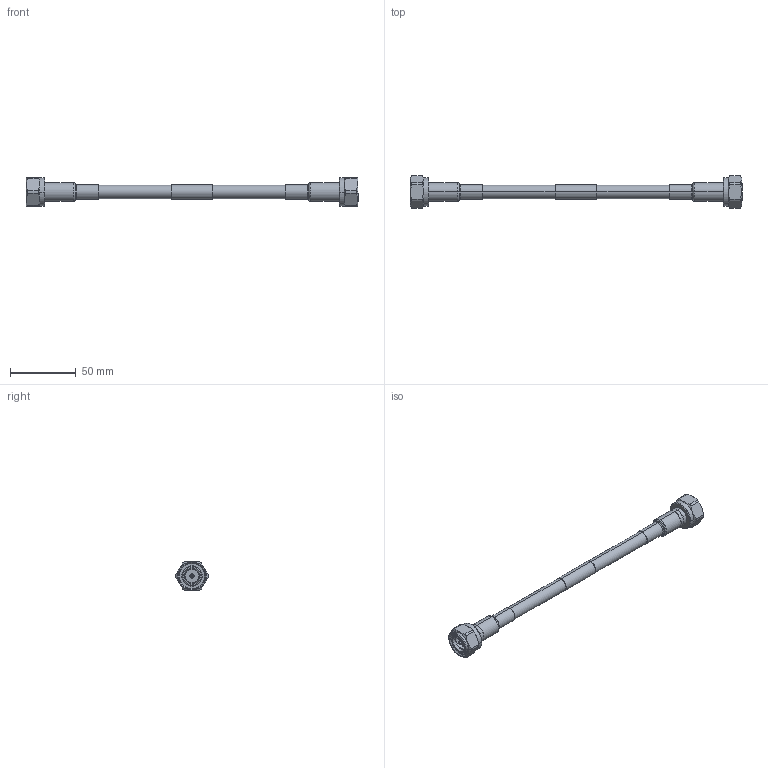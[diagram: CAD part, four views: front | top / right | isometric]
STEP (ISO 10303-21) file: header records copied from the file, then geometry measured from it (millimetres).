
FILE_DESCRIPTION (( 'STEP AP214' ), '1' );
FILE_NAME ('FMCA100257_3D.step', '2025-02-11T17:19:26', ( '' ), ( '' ), 'SwSTEP 2.0', 'SolidWorks 2022', '' );
FILE_SCHEMA (( 'AUTOMOTIVE_DESIGN' ));
Length unit declared in the file: inch
Products named in the file (7): LMR-400-UF^FMCA100257; FMCA100257_3D; Copy of TC-400-4310M-X_body^TC-400-4310M-X_FMCA100257; Copy of TC-400-4310M-X_ferrule^TC-400-4310M-X_FMCA100257; Copy of TC-400-4310M-X_insulator^TC-400-4310M-X_FMCA100257; Copy of TC-400-4310M-X_c-comtact^TC-400-4310M-X_FMCA100257; TC-400-4310M-X^FMCA100257
Assembly tree (7 placements, depth 3):
  FMCA100257_3D
    LMR-400-UF^FMCA100257
    TC-400-4310M-X^FMCA100257  x2
      Copy of TC-400-4310M-X_body^TC-400-4310M-X_FMCA100257
      Copy of TC-400-4310M-X_c-comtact^TC-400-4310M-X_FMCA100257
      Copy of TC-400-4310M-X_insulator^TC-400-4310M-X_FMCA100257
      Copy of TC-400-4310M-X_ferrule^TC-400-4310M-X_FMCA100257
Bounding box: 252.02 x 24.48 x 22 mm (x, y, z)
Volume: 29777.1 mm3; surface area: 25180.2 mm2
Topology: 11 solids, 11 shells, 410 faces, 848 edges, 486 vertices
Faces by surface type: cone 164, cylinder 144, plane 66, torus 36
Entity records: 6116 total; most frequent: DIRECTION 1107, CARTESIAN_POINT 1077, ORIENTED_EDGE 862, AXIS2_PLACEMENT_3D 471, EDGE_CURVE 431, CIRCLE 250, VERTEX_POINT 249, EDGE_LOOP 234
